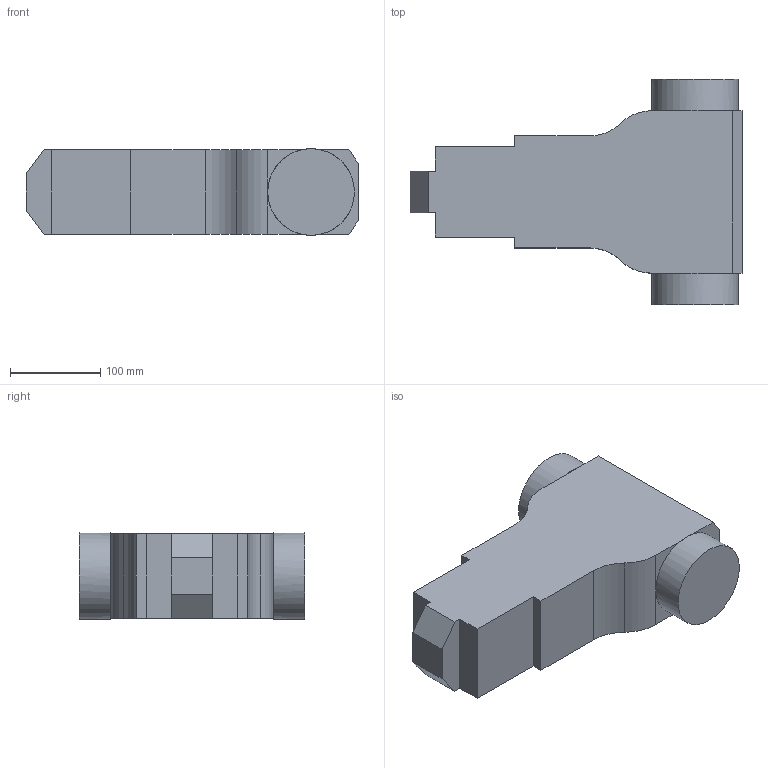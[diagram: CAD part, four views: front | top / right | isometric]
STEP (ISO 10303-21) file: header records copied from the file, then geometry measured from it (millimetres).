
FILE_DESCRIPTION(/* description */ (''),/* implementation_level */ '2;1');
FILE_NAME(/* name */ 'body.step',/* time_stamp */ '2021-04-02T01:44:11-04:00',/* author */ ('boxi'),/* organization */ (''),/* preprocessor_version */ 'ST-DEVELOPER v18',/* originating_system */ 'Autodesk Inventor 2020',/* authorisation */ '');
FILE_SCHEMA (('CONFIG_CONTROL_DESIGN'));
Length unit declared in the file: millimetre
Products named in the file (1): body_2
Bounding box: 368 x 250 x 96 mm (x, y, z)
Volume: 3768766.6 mm3; surface area: 308602.7 mm2
Topology: 1 solids, 2 shells, 54 faces, 142 edges, 92 vertices
Faces by surface type: plane 44, cylinder 10
Full cylindrical faces by diameter (mm): 96 x2
Entity records: 1701 total; most frequent: CARTESIAN_POINT 301, ORIENTED_EDGE 284, DIRECTION 282, EDGE_CURVE 142, LINE 108, VECTOR 108, VERTEX_POINT 92, AXIS2_PLACEMENT_3D 87
